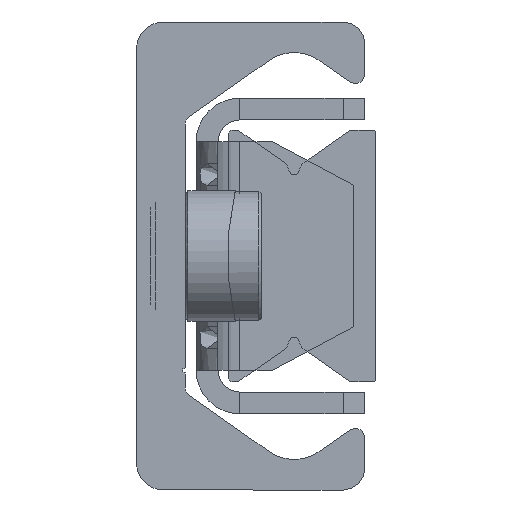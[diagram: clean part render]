
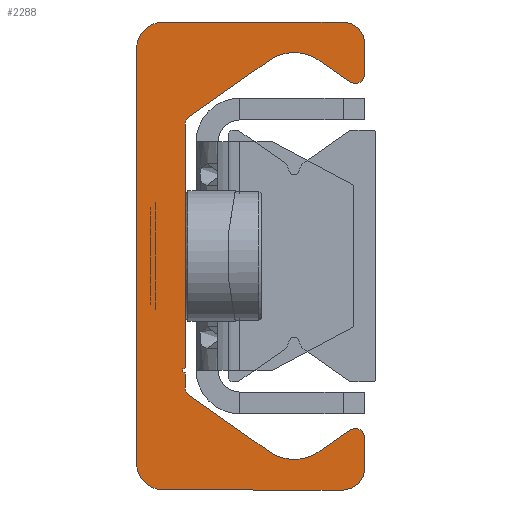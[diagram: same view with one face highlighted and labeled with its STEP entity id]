
A CAD part, left-side view. The second image highlights one B-rep face of the part: STEP entity #2288.
In plain terms, the highlighted planar face has unit normal (-1, 0, 0).
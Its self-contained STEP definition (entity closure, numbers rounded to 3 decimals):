
#1379=CARTESIAN_POINT('',(0.0,8.,-21.5));
#1380=VERTEX_POINT('',#1379);
#1387=CARTESIAN_POINT('',(0.0,10.5,-19.));
#1388=VERTEX_POINT('',#1387);
#1389=CARTESIAN_POINT('',(0.0,8.,-19.));
#1390=DIRECTION('',(-1.0,0.0,0.0));
#1391=DIRECTION('',(0.0,0.0,1.0));
#1392=AXIS2_PLACEMENT_3D('',#1389,#1390,#1391);
#1393=CIRCLE('',#1392,2.5);
#1394=EDGE_CURVE('',#1388,#1380,#1393,.T.);
#1418=CARTESIAN_POINT('',(0.0,-8.5,-21.5));
#1419=VERTEX_POINT('',#1418);
#1426=CARTESIAN_POINT('',(0.0,8.,-21.5));
#1427=DIRECTION('',(0.0,-1.0,0.0));
#1428=VECTOR('',#1427,16.5);
#1429=LINE('',#1426,#1428);
#1430=EDGE_CURVE('',#1380,#1419,#1429,.T.);
#1450=CARTESIAN_POINT('',(0.0,-10.5,-19.5));
#1451=VERTEX_POINT('',#1450);
#1458=CARTESIAN_POINT('',(0.0,-8.5,-19.5));
#1459=DIRECTION('',(-1.0,0.0,0.0));
#1460=DIRECTION('',(0.0,1.0,0.0));
#1461=AXIS2_PLACEMENT_3D('',#1458,#1459,#1460);
#1462=CIRCLE('',#1461,2.0);
#1463=EDGE_CURVE('',#1419,#1451,#1462,.T.);
#1482=CARTESIAN_POINT('',(0.0,-10.5,-16.65));
#1483=VERTEX_POINT('',#1482);
#1490=CARTESIAN_POINT('',(0.0,-10.5,-19.5));
#1491=DIRECTION('',(0.0,0.0,1.0));
#1492=VECTOR('',#1491,2.85);
#1493=LINE('',#1490,#1492);
#1494=EDGE_CURVE('',#1451,#1483,#1493,.T.);
#1514=CARTESIAN_POINT('',(0.0,-9.162,-15.954));
#1515=VERTEX_POINT('',#1514);
#1522=CARTESIAN_POINT('',(0.0,-9.65,-16.65));
#1523=DIRECTION('',(-1.0,0.0,0.0));
#1524=DIRECTION('',(0.0,-0.574,-0.819));
#1525=AXIS2_PLACEMENT_3D('',#1522,#1523,#1524);
#1526=CIRCLE('',#1525,0.85);
#1527=EDGE_CURVE('',#1483,#1515,#1526,.T.);
#1546=CARTESIAN_POINT('',(0.0,-6.294,-17.962));
#1547=VERTEX_POINT('',#1546);
#1554=CARTESIAN_POINT('',(0.0,-9.162,-15.954));
#1555=DIRECTION('',(0.0,0.819,-0.574));
#1556=VECTOR('',#1555,3.501);
#1557=LINE('',#1554,#1556);
#1558=EDGE_CURVE('',#1515,#1547,#1557,.T.);
#1578=CARTESIAN_POINT('',(0.0,-1.706,-17.962));
#1579=VERTEX_POINT('',#1578);
#1586=CARTESIAN_POINT('',(0.0,-4.,-14.685));
#1587=DIRECTION('',(1.0,0.0,0.0));
#1588=DIRECTION('',(0.0,-0.574,-0.819));
#1589=AXIS2_PLACEMENT_3D('',#1586,#1587,#1588);
#1590=CIRCLE('',#1589,4.0);
#1591=EDGE_CURVE('',#1547,#1579,#1590,.T.);
#1610=CARTESIAN_POINT('',(0.0,5.638,-12.82));
#1611=VERTEX_POINT('',#1610);
#1618=CARTESIAN_POINT('',(0.0,-1.706,-17.962));
#1619=DIRECTION('',(0.0,0.819,0.574));
#1620=VECTOR('',#1619,8.964);
#1621=LINE('',#1618,#1620);
#1622=EDGE_CURVE('',#1579,#1611,#1621,.T.);
#1642=CARTESIAN_POINT('',(0.0,6.,-12.124));
#1643=VERTEX_POINT('',#1642);
#1650=CARTESIAN_POINT('',(0.0,5.15,-12.124));
#1651=DIRECTION('',(1.0,0.0,0.0));
#1652=DIRECTION('',(0.0,0.574,-0.819));
#1653=AXIS2_PLACEMENT_3D('',#1650,#1651,#1652);
#1654=CIRCLE('',#1653,0.85);
#1655=EDGE_CURVE('',#1611,#1643,#1654,.T.);
#1674=CARTESIAN_POINT('',(0.0,6.,-10.75));
#1675=VERTEX_POINT('',#1674);
#1682=CARTESIAN_POINT('',(0.0,6.,-12.124));
#1683=DIRECTION('',(0.0,0.0,1.0));
#1684=VECTOR('',#1683,1.374);
#1685=LINE('',#1682,#1684);
#1686=EDGE_CURVE('',#1643,#1675,#1685,.T.);
#1706=CARTESIAN_POINT('',(0.0,6.,-10.25));
#1707=VERTEX_POINT('',#1706);
#1714=CARTESIAN_POINT('',(0.0,6.,-10.5));
#1715=DIRECTION('',(1.0,0.0,0.0));
#1716=DIRECTION('',(0.0,0.0,-1.0));
#1717=AXIS2_PLACEMENT_3D('',#1714,#1715,#1716);
#1718=CIRCLE('',#1717,0.25);
#1719=EDGE_CURVE('',#1675,#1707,#1718,.T.);
#1738=CARTESIAN_POINT('',(0.0,6.,12.124));
#1739=VERTEX_POINT('',#1738);
#1746=CARTESIAN_POINT('',(0.0,6.,-10.25));
#1747=DIRECTION('',(0.0,0.0,1.0));
#1748=VECTOR('',#1747,22.374);
#1749=LINE('',#1746,#1748);
#1750=EDGE_CURVE('',#1707,#1739,#1749,.T.);
#1851=CARTESIAN_POINT('',(0.0,5.638,12.82));
#1852=VERTEX_POINT('',#1851);
#1859=CARTESIAN_POINT('',(0.0,5.15,12.124));
#1860=DIRECTION('',(1.0,0.0,0.0));
#1861=DIRECTION('',(0.0,1.0,0.0));
#1862=AXIS2_PLACEMENT_3D('',#1859,#1860,#1861);
#1863=CIRCLE('',#1862,0.85);
#1864=EDGE_CURVE('',#1739,#1852,#1863,.T.);
#1883=CARTESIAN_POINT('',(0.0,-1.706,17.962));
#1884=VERTEX_POINT('',#1883);
#1891=CARTESIAN_POINT('',(0.0,5.638,12.82));
#1892=DIRECTION('',(0.0,-0.819,0.574));
#1893=VECTOR('',#1892,8.964);
#1894=LINE('',#1891,#1893);
#1895=EDGE_CURVE('',#1852,#1884,#1894,.T.);
#1915=CARTESIAN_POINT('',(0.0,-6.294,17.962));
#1916=VERTEX_POINT('',#1915);
#1923=CARTESIAN_POINT('',(0.0,-4.,14.685));
#1924=DIRECTION('',(1.0,0.0,0.0));
#1925=DIRECTION('',(0.0,0.574,0.819));
#1926=AXIS2_PLACEMENT_3D('',#1923,#1924,#1925);
#1927=CIRCLE('',#1926,4.);
#1928=EDGE_CURVE('',#1884,#1916,#1927,.T.);
#1947=CARTESIAN_POINT('',(0.0,-9.162,15.954));
#1948=VERTEX_POINT('',#1947);
#1955=CARTESIAN_POINT('',(0.0,-6.294,17.962));
#1956=DIRECTION('',(0.0,-0.819,-0.574));
#1957=VECTOR('',#1956,3.501);
#1958=LINE('',#1955,#1957);
#1959=EDGE_CURVE('',#1916,#1948,#1958,.T.);
#1979=CARTESIAN_POINT('',(0.0,-10.5,16.65));
#1980=VERTEX_POINT('',#1979);
#1987=CARTESIAN_POINT('',(0.0,-9.65,16.65));
#1988=DIRECTION('',(-1.0,0.0,0.0));
#1989=DIRECTION('',(0.0,1.0,0.0));
#1990=AXIS2_PLACEMENT_3D('',#1987,#1988,#1989);
#1991=CIRCLE('',#1990,0.85);
#1992=EDGE_CURVE('',#1948,#1980,#1991,.T.);
#2011=CARTESIAN_POINT('',(0.0,-10.5,19.5));
#2012=VERTEX_POINT('',#2011);
#2019=CARTESIAN_POINT('',(0.0,-10.5,16.65));
#2020=DIRECTION('',(0.0,0.0,1.0));
#2021=VECTOR('',#2020,2.85);
#2022=LINE('',#2019,#2021);
#2023=EDGE_CURVE('',#1980,#2012,#2022,.T.);
#2043=CARTESIAN_POINT('',(0.0,-8.5,21.5));
#2044=VERTEX_POINT('',#2043);
#2051=CARTESIAN_POINT('',(0.0,-8.5,19.5));
#2052=DIRECTION('',(-1.0,0.0,0.0));
#2053=DIRECTION('',(0.0,0.0,-1.0));
#2054=AXIS2_PLACEMENT_3D('',#2051,#2052,#2053);
#2055=CIRCLE('',#2054,2.0);
#2056=EDGE_CURVE('',#2012,#2044,#2055,.T.);
#2075=CARTESIAN_POINT('',(0.0,8.,21.5));
#2076=VERTEX_POINT('',#2075);
#2083=CARTESIAN_POINT('',(0.0,-8.5,21.5));
#2084=DIRECTION('',(0.0,1.0,0.0));
#2085=VECTOR('',#2084,16.5);
#2086=LINE('',#2083,#2085);
#2087=EDGE_CURVE('',#2044,#2076,#2086,.T.);
#2107=CARTESIAN_POINT('',(0.0,10.5,19.));
#2108=VERTEX_POINT('',#2107);
#2115=CARTESIAN_POINT('',(0.0,8.,19.));
#2116=DIRECTION('',(-1.0,0.0,0.0));
#2117=DIRECTION('',(0.0,-1.0,0.0));
#2118=AXIS2_PLACEMENT_3D('',#2115,#2116,#2117);
#2119=CIRCLE('',#2118,2.5);
#2120=EDGE_CURVE('',#2076,#2108,#2119,.T.);
#2138=CARTESIAN_POINT('',(0.0,10.5,19.));
#2139=DIRECTION('',(0.0,0.0,-1.0));
#2140=VECTOR('',#2139,38.);
#2141=LINE('',#2138,#2140);
#2142=EDGE_CURVE('',#2108,#1388,#2141,.T.);
#2259=CARTESIAN_POINT('',(0.0,2.617,-0.019));
#2260=DIRECTION('',(1.0,0.0,0.0));
#2261=DIRECTION('',(0.0,0.0,-1.0));
#2262=AXIS2_PLACEMENT_3D('',#2259,#2260,#2261);
#2263=PLANE('',#2262);
#2264=ORIENTED_EDGE('',*,*,#2142,.T.);
#2265=ORIENTED_EDGE('',*,*,#1394,.T.);
#2266=ORIENTED_EDGE('',*,*,#1430,.T.);
#2267=ORIENTED_EDGE('',*,*,#1463,.T.);
#2268=ORIENTED_EDGE('',*,*,#1494,.T.);
#2269=ORIENTED_EDGE('',*,*,#1527,.T.);
#2270=ORIENTED_EDGE('',*,*,#1558,.T.);
#2271=ORIENTED_EDGE('',*,*,#1591,.T.);
#2272=ORIENTED_EDGE('',*,*,#1622,.T.);
#2273=ORIENTED_EDGE('',*,*,#1655,.T.);
#2274=ORIENTED_EDGE('',*,*,#1686,.T.);
#2275=ORIENTED_EDGE('',*,*,#1719,.T.);
#2276=ORIENTED_EDGE('',*,*,#1750,.T.);
#2277=ORIENTED_EDGE('',*,*,#1864,.T.);
#2278=ORIENTED_EDGE('',*,*,#1895,.T.);
#2279=ORIENTED_EDGE('',*,*,#1928,.T.);
#2280=ORIENTED_EDGE('',*,*,#1959,.T.);
#2281=ORIENTED_EDGE('',*,*,#1992,.T.);
#2282=ORIENTED_EDGE('',*,*,#2023,.T.);
#2283=ORIENTED_EDGE('',*,*,#2056,.T.);
#2284=ORIENTED_EDGE('',*,*,#2087,.T.);
#2285=ORIENTED_EDGE('',*,*,#2120,.T.);
#2286=EDGE_LOOP('',(#2264,#2265,#2266,#2267,#2268,#2269,#2270,#2271,#2272,#2273,#2274,#2275,#2276,#2277,#2278,#2279,#2280,#2281,#2282,#2283,#2284,#2285));
#2287=FACE_OUTER_BOUND('',#2286,.T.);
#2288=ADVANCED_FACE('',(#2287),#2263,.F.);
